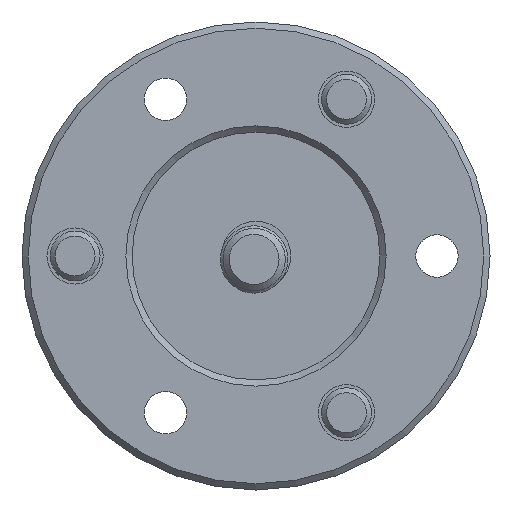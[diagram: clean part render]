
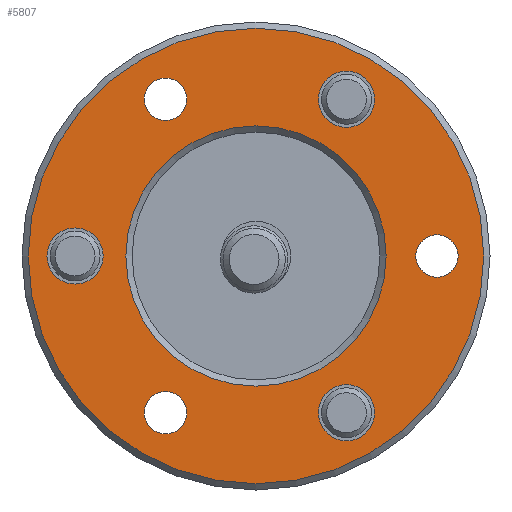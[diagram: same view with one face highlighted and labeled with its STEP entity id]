
A CAD part, left-side view. The second image highlights one B-rep face of the part: STEP entity #5807.
In plain terms, the highlighted planar face has unit normal (-1, 0, 0).
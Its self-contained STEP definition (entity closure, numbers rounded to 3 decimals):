
#91 = DIRECTION ( 'NONE',  ( 1., 0., 0. ) ) ;
#257 = VERTEX_POINT ( 'NONE', #2232 ) ;
#275 = DIRECTION ( 'NONE',  ( 1., 0., 0. ) ) ;
#414 = CARTESIAN_POINT ( 'NONE',  ( 0., 29., 0. ) ) ;
#493 = DIRECTION ( 'NONE',  ( 1., 0., 0. ) ) ;
#554 = CARTESIAN_POINT ( 'NONE',  ( 0., -14.5, 25.115 ) ) ;
#578 = EDGE_LOOP ( 'NONE', ( #4456 ) ) ;
#592 = EDGE_CURVE ( 'NONE', #5672, #5672, #2398, .T. ) ;
#617 = PLANE ( 'NONE',  #2326 ) ;
#635 = DIRECTION ( 'NONE',  ( 0., 0., -1. ) ) ;
#689 = AXIS2_PLACEMENT_3D ( 'NONE', #6151, #1606, #3620 ) ;
#764 = CARTESIAN_POINT ( 'NONE',  ( 0., 14.5, 25.115 ) ) ;
#777 = VERTEX_POINT ( 'NONE', #2759 ) ;
#806 = CARTESIAN_POINT ( 'NONE',  ( 0., 14.5, -28.515 ) ) ;
#859 = CIRCLE ( 'NONE', #5834, 3.4 ) ;
#1113 = CIRCLE ( 'NONE', #689, 3.4 ) ;
#1119 = CARTESIAN_POINT ( 'NONE',  ( 0., 0., -20.85 ) ) ;
#1143 = FACE_BOUND ( 'NONE', #578, .T. ) ;
#1153 = VERTEX_POINT ( 'NONE', #3154 ) ;
#1166 = ORIENTED_EDGE ( 'NONE', *, *, #4900, .T. ) ;
#1252 = CARTESIAN_POINT ( 'NONE',  ( 0., -14.5, -25.115 ) ) ;
#1254 = CARTESIAN_POINT ( 'NONE',  ( 0., -14.5, -29.615 ) ) ;
#1585 = FACE_BOUND ( 'NONE', #5891, .T. ) ;
#1606 = DIRECTION ( 'NONE',  ( 1., 0., 0. ) ) ;
#1651 = DIRECTION ( 'NONE',  ( 1., 0., 0. ) ) ;
#1732 = DIRECTION ( 'NONE',  ( 0., 0., -1. ) ) ;
#1943 = EDGE_CURVE ( 'NONE', #1153, #1153, #5208, .T. ) ;
#2079 = CARTESIAN_POINT ( 'NONE',  ( 0., 37.5, 0. ) ) ;
#2110 = FACE_BOUND ( 'NONE', #2205, .T. ) ;
#2205 = EDGE_LOOP ( 'NONE', ( #5054 ) ) ;
#2232 = CARTESIAN_POINT ( 'NONE',  ( 0., -29., -3.4 ) ) ;
#2259 = VERTEX_POINT ( 'NONE', #4296 ) ;
#2317 = AXIS2_PLACEMENT_3D ( 'NONE', #764, #275, #4815 ) ;
#2326 = AXIS2_PLACEMENT_3D ( 'NONE', #2079, #91, #5157 ) ;
#2331 = CIRCLE ( 'NONE', #6358, 4.5 ) ;
#2398 = CIRCLE ( 'NONE', #6114, 20.85 ) ;
#2465 = DIRECTION ( 'NONE',  ( 0., 0., -1. ) ) ;
#2497 = FACE_BOUND ( 'NONE', #3423, .T. ) ;
#2525 = CIRCLE ( 'NONE', #3383, 4.5 ) ;
#2548 = ORIENTED_EDGE ( 'NONE', *, *, #4583, .T. ) ;
#2619 = DIRECTION ( 'NONE',  ( 1., 0., 0. ) ) ;
#2636 = ORIENTED_EDGE ( 'NONE', *, *, #4258, .T. ) ;
#2759 = CARTESIAN_POINT ( 'NONE',  ( 0., 29., -4.5 ) ) ;
#2889 = DIRECTION ( 'NONE',  ( 0., 0., -1. ) ) ;
#3031 = AXIS2_PLACEMENT_3D ( 'NONE', #5789, #3762, #1732 ) ;
#3154 = CARTESIAN_POINT ( 'NONE',  ( 0., 14.5, 21.715 ) ) ;
#3173 = ORIENTED_EDGE ( 'NONE', *, *, #5798, .T. ) ;
#3174 = AXIS2_PLACEMENT_3D ( 'NONE', #554, #493, #5063 ) ;
#3261 = VERTEX_POINT ( 'NONE', #5315 ) ;
#3383 = AXIS2_PLACEMENT_3D ( 'NONE', #414, #4950, #2889 ) ;
#3423 = EDGE_LOOP ( 'NONE', ( #4423 ) ) ;
#3533 = FACE_BOUND ( 'NONE', #4877, .T. ) ;
#3536 = FACE_BOUND ( 'NONE', #4984, .T. ) ;
#3620 = DIRECTION ( 'NONE',  ( 0., 0., -1. ) ) ;
#3667 = CARTESIAN_POINT ( 'NONE',  ( 0., -29., 0. ) ) ;
#3762 = DIRECTION ( 'NONE',  ( -1., 0., 0. ) ) ;
#4133 = FACE_BOUND ( 'NONE', #5861, .T. ) ;
#4258 = EDGE_CURVE ( 'NONE', #257, #257, #859, .T. ) ;
#4296 = CARTESIAN_POINT ( 'NONE',  ( 0., -14.5, 20.615 ) ) ;
#4340 = CIRCLE ( 'NONE', #3174, 4.5 ) ;
#4423 = ORIENTED_EDGE ( 'NONE', *, *, #592, .T. ) ;
#4456 = ORIENTED_EDGE ( 'NONE', *, *, #6313, .T. ) ;
#4469 = DIRECTION ( 'NONE',  ( 1., 0., 0. ) ) ;
#4583 = EDGE_CURVE ( 'NONE', #5797, #5797, #2331, .T. ) ;
#4672 = CARTESIAN_POINT ( 'NONE',  ( 0., 0., 0. ) ) ;
#4694 = EDGE_LOOP ( 'NONE', ( #1166 ) ) ;
#4815 = DIRECTION ( 'NONE',  ( 0., 0., -1. ) ) ;
#4877 = EDGE_LOOP ( 'NONE', ( #2636 ) ) ;
#4900 = EDGE_CURVE ( 'NONE', #3261, #3261, #5912, .T. ) ;
#4950 = DIRECTION ( 'NONE',  ( 1., 0., 0. ) ) ;
#4984 = EDGE_LOOP ( 'NONE', ( #5219 ) ) ;
#5054 = ORIENTED_EDGE ( 'NONE', *, *, #5395, .T. ) ;
#5063 = DIRECTION ( 'NONE',  ( 0., 0., -1. ) ) ;
#5157 = DIRECTION ( 'NONE',  ( 0., 0., -1. ) ) ;
#5208 = CIRCLE ( 'NONE', #2317, 3.4 ) ;
#5219 = ORIENTED_EDGE ( 'NONE', *, *, #1943, .T. ) ;
#5315 = CARTESIAN_POINT ( 'NONE',  ( 0., 0., -36.5 ) ) ;
#5352 = VERTEX_POINT ( 'NONE', #806 ) ;
#5395 = EDGE_CURVE ( 'NONE', #777, #777, #2525, .T. ) ;
#5583 = FACE_OUTER_BOUND ( 'NONE', #4694, .T. ) ;
#5672 = VERTEX_POINT ( 'NONE', #1119 ) ;
#5789 = CARTESIAN_POINT ( 'NONE',  ( 0., 0., 0. ) ) ;
#5797 = VERTEX_POINT ( 'NONE', #1254 ) ;
#5798 = EDGE_CURVE ( 'NONE', #2259, #2259, #4340, .T. ) ;
#5807 = ADVANCED_FACE ( 'NONE', ( #2497, #5583, #3536, #1143, #3533, #1585, #4133, #2110 ), #617, .F. ) ;
#5834 = AXIS2_PLACEMENT_3D ( 'NONE', #3667, #1651, #6194 ) ;
#5861 = EDGE_LOOP ( 'NONE', ( #3173 ) ) ;
#5891 = EDGE_LOOP ( 'NONE', ( #2548 ) ) ;
#5912 = CIRCLE ( 'NONE', #3031, 36.5 ) ;
#6114 = AXIS2_PLACEMENT_3D ( 'NONE', #4672, #2619, #635 ) ;
#6151 = CARTESIAN_POINT ( 'NONE',  ( 0., 14.5, -25.115 ) ) ;
#6194 = DIRECTION ( 'NONE',  ( 0., 0., -1. ) ) ;
#6313 = EDGE_CURVE ( 'NONE', #5352, #5352, #1113, .T. ) ;
#6358 = AXIS2_PLACEMENT_3D ( 'NONE', #1252, #4469, #2465 ) ;
